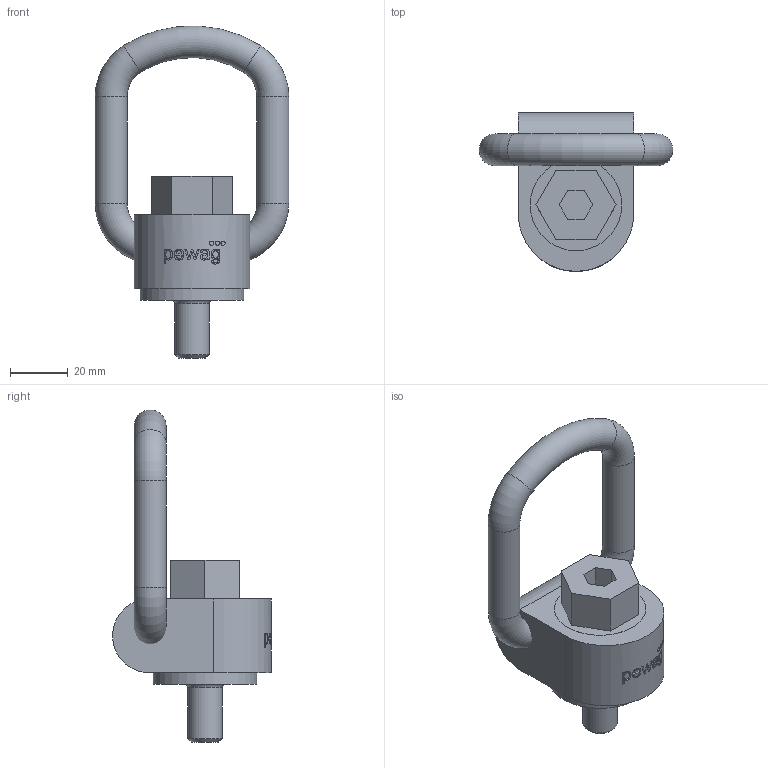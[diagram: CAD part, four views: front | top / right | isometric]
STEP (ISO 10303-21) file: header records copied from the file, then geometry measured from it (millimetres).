
FILE_DESCRIPTION(/* description */ (''),/* implementation_level */ '2;1');
FILE_NAME(/* name */ 'PLAW_1_t.stp',/* time_stamp */ '2020-09-01T13:05:38+02:00',/* author */ (''),/* organization */ (''),/* preprocessor_version */ 'ST-DEVELOPER v16',/* originating_system */ 'SIEMENS PLM Software NX 11.0',/* authorisation */ '');
FILE_SCHEMA (('AUTOMOTIVE_DESIGN { 1 0 10303 214 3 1 1 1 }'));
Length unit declared in the file: millimetre
Products named in the file (1): mum2C4400B4z0kj
Bounding box: 67 x 55 x 114.93 mm (x, y, z)
Volume: 82240.7 mm3; surface area: 18344.2 mm2
Topology: 2 solids, 2 shells, 129 faces, 321 edges, 211 vertices
Faces by surface type: plane 59, extrusion 45, cylinder 18, torus 6, cone 1
Full cylindrical faces by diameter (mm): 1.5 x3, 11 x3, 12 x1, 31.713 x1, 36 x1
Entity records: 5196 total; most frequent: CARTESIAN_POINT 2213, ORIENTED_EDGE 608, DIRECTION 439, EDGE_CURVE 304, VERTEX_POINT 210, B_SPLINE_CURVE_WITH_KNOTS 174, VECTOR 171, EDGE_LOOP 162
